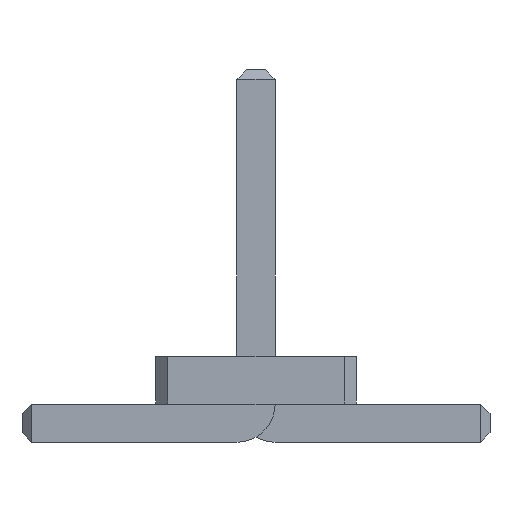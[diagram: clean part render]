
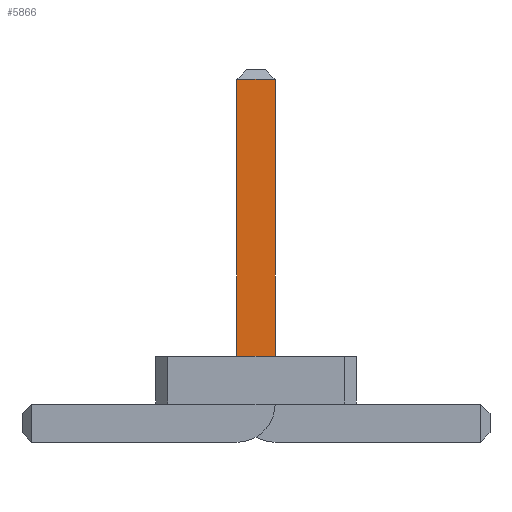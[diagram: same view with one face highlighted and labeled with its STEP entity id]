
A CAD part, front view. The second image highlights one B-rep face of the part: STEP entity #5866.
In plain terms, the highlighted planar face has unit normal (0, -1, 0).
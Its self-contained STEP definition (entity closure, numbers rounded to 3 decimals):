
#2224 = VERTEX_POINT('',#2225);
#2225 = CARTESIAN_POINT('',(-0.2,-7.185,0.9));
#2231 = EDGE_CURVE('',#2224,#2232,#2234,.T.);
#2232 = VERTEX_POINT('',#2233);
#2233 = CARTESIAN_POINT('',(0.2,-7.185,0.9));
#2234 = LINE('',#2235,#2236);
#2235 = CARTESIAN_POINT('',(-0.362,-7.185,0.9));
#2236 = VECTOR('',#2237,1.);
#2237 = DIRECTION('',(1.,0.,0.));
#5800 = VERTEX_POINT('',#5801);
#5801 = CARTESIAN_POINT('',(-0.2,-7.185,3.8));
#5807 = EDGE_CURVE('',#5800,#2224,#5808,.T.);
#5808 = LINE('',#5809,#5810);
#5809 = CARTESIAN_POINT('',(-0.2,-7.185,3.9));
#5810 = VECTOR('',#5811,1.);
#5811 = DIRECTION('',(0.,0.,-1.));
#5848 = EDGE_CURVE('',#2232,#5849,#5851,.T.);
#5849 = VERTEX_POINT('',#5850);
#5850 = CARTESIAN_POINT('',(0.2,-7.185,3.8));
#5851 = LINE('',#5852,#5853);
#5852 = CARTESIAN_POINT('',(0.2,-7.185,0.));
#5853 = VECTOR('',#5854,1.);
#5854 = DIRECTION('',(0.,0.,1.));
#5866 = ADVANCED_FACE('',(#5867),#5878,.F.);
#5867 = FACE_BOUND('',#5868,.F.);
#5868 = EDGE_LOOP('',(#5869,#5870,#5871,#5872));
#5869 = ORIENTED_EDGE('',*,*,#5848,.F.);
#5870 = ORIENTED_EDGE('',*,*,#2231,.F.);
#5871 = ORIENTED_EDGE('',*,*,#5807,.F.);
#5872 = ORIENTED_EDGE('',*,*,#5873,.F.);
#5873 = EDGE_CURVE('',#5849,#5800,#5874,.T.);
#5874 = LINE('',#5875,#5876);
#5875 = CARTESIAN_POINT('',(0.2,-7.185,3.8));
#5876 = VECTOR('',#5877,1.);
#5877 = DIRECTION('',(-1.,0.,0.));
#5878 = PLANE('',#5879);
#5879 = AXIS2_PLACEMENT_3D('',#5880,#5881,#5882);
#5880 = CARTESIAN_POINT('',(0.2,-7.185,3.9));
#5881 = DIRECTION('',(0.,1.,0.));
#5882 = DIRECTION('',(0.,0.,1.));
